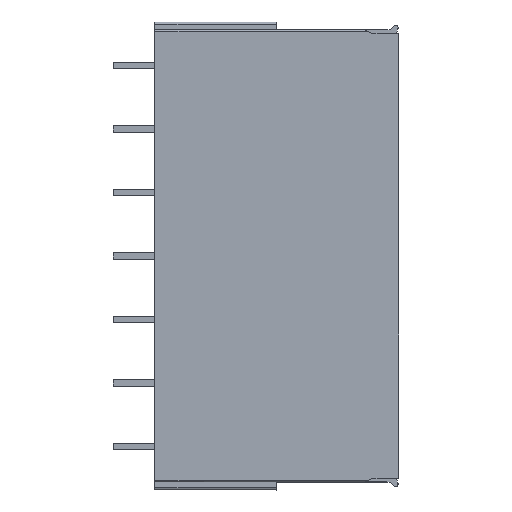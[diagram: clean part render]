
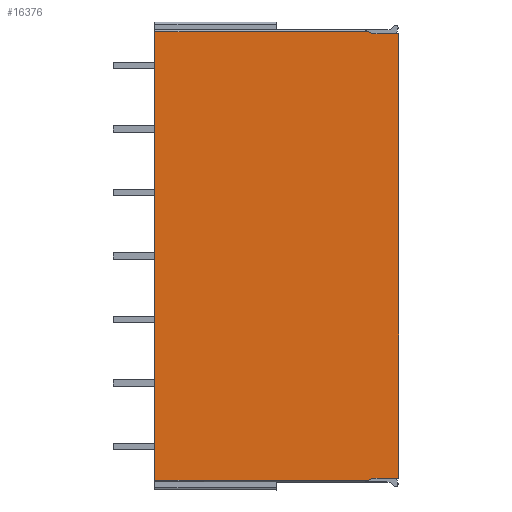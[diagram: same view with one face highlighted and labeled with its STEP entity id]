
A CAD part, top view. The second image highlights one B-rep face of the part: STEP entity #16376.
In plain terms, the highlighted planar face has unit normal (0, 0, 1).
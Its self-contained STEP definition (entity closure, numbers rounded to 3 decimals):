
#1375=DIRECTION('',(0.,1.,0.));
#1376=VECTOR('',#1375,53.34);
#1377=CARTESIAN_POINT('',(14.625,1.4,7.145));
#1378=LINE('',#1377,#1376);
#4468=CARTESIAN_POINT('',(-14.625,54.988,7.143));
#4476=CARTESIAN_POINT('',(-14.625,1.152,7.143));
#5542=DIRECTION('',(-0.907,0.421,-0.004));
#5543=VECTOR('',#5542,0.594);
#5544=CARTESIAN_POINT('',(11.525,54.74,7.145));
#5545=LINE('',#5544,#5543);
#5546=DIRECTION('',(-1.,0.,0.));
#5547=VECTOR('',#5546,3.1);
#5548=CARTESIAN_POINT('',(14.625,54.74,7.145));
#5549=LINE('',#5548,#5547);
#5550=DIRECTION('',(-1.,0.,0.));
#5551=VECTOR('',#5550,3.1);
#5552=CARTESIAN_POINT('',(14.625,1.4,7.145));
#5553=LINE('',#5552,#5551);
#5554=DIRECTION('',(-0.907,-0.421,-0.004));
#5555=VECTOR('',#5554,0.594);
#5556=CARTESIAN_POINT('',(11.525,1.4,7.145));
#5557=LINE('',#5556,#5555);
#5558=DIRECTION('',(1.,0.,0.));
#5559=VECTOR('',#5558,25.611);
#5560=CARTESIAN_POINT('',(-14.625,1.152,7.143));
#5561=LINE('',#5560,#5559);
#5562=DIRECTION('',(0.,1.,0.));
#5563=VECTOR('',#5562,53.836);
#5564=CARTESIAN_POINT('',(-14.625,1.152,7.143));
#5565=LINE('',#5564,#5563);
#5566=DIRECTION('',(-1.,0.,0.));
#5567=VECTOR('',#5566,25.611);
#5568=CARTESIAN_POINT('',(10.986,54.99,7.143));
#5569=LINE('',#5568,#5567);
#7509=CARTESIAN_POINT('',(14.625,1.4,7.145));
#7510=CARTESIAN_POINT('',(11.525,1.4,7.145));
#7511=VERTEX_POINT('',#7509);
#7512=VERTEX_POINT('',#7510);
#7547=VERTEX_POINT('',#4476);
#7556=CARTESIAN_POINT('',(10.986,1.15,7.143));
#7557=VERTEX_POINT('',#7556);
#7867=VERTEX_POINT('',#4468);
#8015=CARTESIAN_POINT('',(11.525,54.74,7.145));
#8017=VERTEX_POINT('',#8015);
#8077=CARTESIAN_POINT('',(10.986,54.99,7.143));
#8078=VERTEX_POINT('',#8077);
#8079=CARTESIAN_POINT('',(14.625,54.74,7.145));
#8080=VERTEX_POINT('',#8079);
#16358=CARTESIAN_POINT('',(-14.625,0.,7.145));
#16359=DIRECTION('',(0.,0.,1.));
#16360=DIRECTION('',(1.,0.,0.));
#16361=AXIS2_PLACEMENT_3D('',#16358,#16359,#16360);
#16362=PLANE('',#16361);
#16363=ORIENTED_EDGE('',*,*,#15292,.F.);
#16364=ORIENTED_EDGE('',*,*,#16353,.F.);
#16365=ORIENTED_EDGE('',*,*,#9634,.F.);
#16367=ORIENTED_EDGE('',*,*,#16366,.T.);
#16369=ORIENTED_EDGE('',*,*,#16368,.T.);
#16371=ORIENTED_EDGE('',*,*,#16370,.F.);
#16372=ORIENTED_EDGE('',*,*,#15031,.T.);
#16373=ORIENTED_EDGE('',*,*,#15275,.F.);
#16374=EDGE_LOOP('',(#16363,#16364,#16365,#16367,#16369,#16371,#16372,#16373));
#16375=FACE_OUTER_BOUND('',#16374,.F.);
#16376=ADVANCED_FACE('',(#16375),#16362,.T.);
#9634=EDGE_CURVE('',#7511,#8080,#1378,.T.);
#15031=EDGE_CURVE('',#7547,#7867,#5565,.T.);
#15275=EDGE_CURVE('',#8078,#7867,#5569,.T.);
#15292=EDGE_CURVE('',#8017,#8078,#5545,.T.);
#16353=EDGE_CURVE('',#8080,#8017,#5549,.T.);
#16366=EDGE_CURVE('',#7511,#7512,#5553,.T.);
#16368=EDGE_CURVE('',#7512,#7557,#5557,.T.);
#16370=EDGE_CURVE('',#7547,#7557,#5561,.T.);
